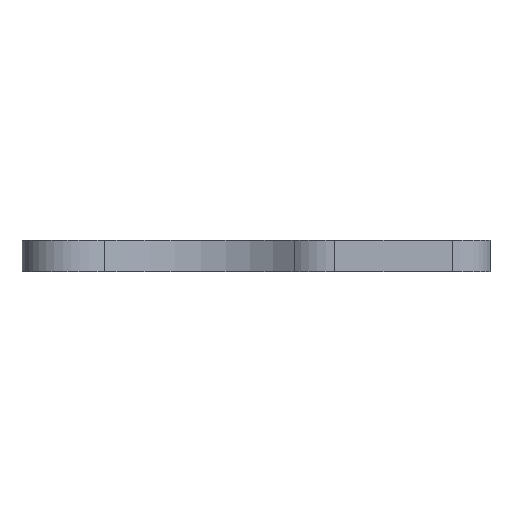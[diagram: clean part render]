
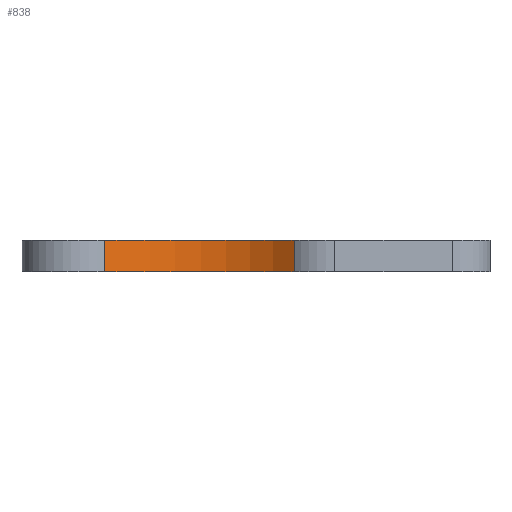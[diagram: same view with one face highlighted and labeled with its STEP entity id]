
A CAD part, left-side view. The second image highlights one B-rep face of the part: STEP entity #838.
In plain terms, the highlighted cylindrical face has radius 14.78 mm (diameter 29.559 mm), a partial arc.
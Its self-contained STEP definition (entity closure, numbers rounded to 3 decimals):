
#41=CYLINDRICAL_SURFACE('',#952,14.78);
#101=FACE_OUTER_BOUND('',#161,.T.);
#161=EDGE_LOOP('',(#774,#775,#776,#777));
#171=CIRCLE('',#863,14.78);
#200=CIRCLE('',#894,14.78);
#263=LINE('',#1418,#325);
#274=LINE('',#1438,#336);
#325=VECTOR('',#1152,5.);
#336=VECTOR('',#1181,10.);
#357=VERTEX_POINT('',#1242);
#358=VERTEX_POINT('',#1244);
#399=VERTEX_POINT('',#1330);
#400=VERTEX_POINT('',#1332);
#437=EDGE_CURVE('',#358,#357,#171,.T.);
#481=EDGE_CURVE('',#400,#399,#200,.T.);
#525=EDGE_CURVE('',#400,#357,#263,.T.);
#536=EDGE_CURVE('',#358,#399,#274,.T.);
#774=ORIENTED_EDGE('',*,*,#525,.F.);
#775=ORIENTED_EDGE('',*,*,#481,.T.);
#776=ORIENTED_EDGE('',*,*,#536,.F.);
#777=ORIENTED_EDGE('',*,*,#437,.T.);
#838=ADVANCED_FACE('',(#101),#41,.F.);
#863=AXIS2_PLACEMENT_3D('',#1245,#977,#978);
#894=AXIS2_PLACEMENT_3D('',#1333,#1054,#1055);
#952=AXIS2_PLACEMENT_3D('',#1457,#1211,#1212);
#977=DIRECTION('center_axis',(0.,0.,
1.));
#978=DIRECTION('ref_axis',(0.61,0.793,0.));
#1054=DIRECTION('center_axis',(0.,0.,
-1.));
#1055=DIRECTION('ref_axis',(0.61,0.793,0.));
#1152=DIRECTION('',(0.,0.,1.));
#1181=DIRECTION('',(0.,0.,-1.));
#1211=DIRECTION('center_axis',(0.,0.,
1.));
#1212=DIRECTION('ref_axis',(0.61,0.793,0.));
#1242=CARTESIAN_POINT('',(-21.642,-16.379,4.973));
#1244=CARTESIAN_POINT('',(-22.422,-34.554,4.973));
#1245=CARTESIAN_POINT('Origin',(-33.67,-24.967,4.973));
#1330=CARTESIAN_POINT('',(-22.422,-34.554,1.973));
#1332=CARTESIAN_POINT('',(-21.642,-16.379,1.973));
#1333=CARTESIAN_POINT('Origin',(-33.67,-24.967,1.973));
#1418=CARTESIAN_POINT('',(-21.642,-16.379,1.85));
#1438=CARTESIAN_POINT('',(-22.422,-34.554,0.85));
#1457=CARTESIAN_POINT('Origin',(-33.67,-24.967,1.85));
